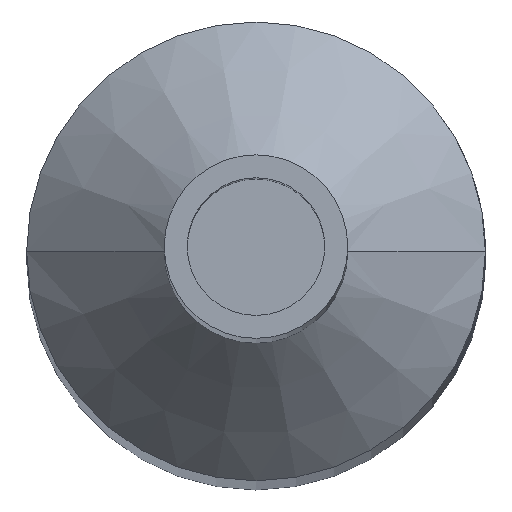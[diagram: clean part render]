
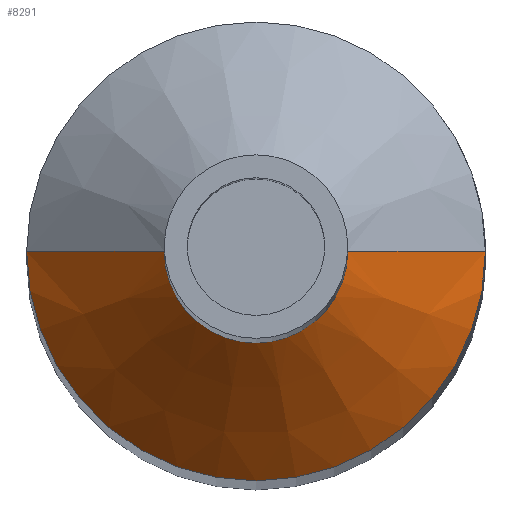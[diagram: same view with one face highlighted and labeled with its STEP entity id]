
A CAD part, top view. The second image highlights one B-rep face of the part: STEP entity #8291.
In plain terms, the highlighted conical face has half-angle 45 degrees and reference radius 2.5 mm.
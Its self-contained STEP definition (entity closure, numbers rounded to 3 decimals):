
#1090 = CIRCLE ( 'NONE', #6925, 2.5 ) ;
#1415 = EDGE_CURVE ( 'Defeature ausgef�hrt1_2+Defeature ausgef�hrt1_3+Defeature ausgef�hrt1_3+Defeature ausgef�hrt1_3', #13949, #5348, #1090, .T. ) ;
#2059 = LINE ( 'NONE', #3171, #2881 ) ;
#2881 = VECTOR ( 'NONE', #14208, 1000. ) ;
#3001 = EDGE_CURVE ( 'NONE', #6955, #13949, #2059, .T. ) ;
#3171 = CARTESIAN_POINT ( 'NONE',  ( -2.5, 0., -30.1 ) ) ;
#3678 = EDGE_CURVE ( 'NONE', #13055, #5348, #12246, .T. ) ;
#4083 = DIRECTION ( 'NONE',  ( 0., 0., 1. ) ) ;
#4176 = CARTESIAN_POINT ( 'NONE',  ( 0., 0., -30.1 ) ) ;
#4338 = ORIENTED_EDGE ( 'NONE', *, *, #13827, .F. ) ;
#4980 = VECTOR ( 'NONE', #12320, 1000. ) ;
#5120 = CARTESIAN_POINT ( 'NONE',  ( -1., 0., -28.6 ) ) ;
#5348 = VERTEX_POINT ( 'NONE', #6050 ) ;
#6050 = CARTESIAN_POINT ( 'NONE',  ( 2.5, 0., -30.1 ) ) ;
#6483 = CARTESIAN_POINT ( 'NONE',  ( 0., 0., -28.6 ) ) ;
#6594 = ORIENTED_EDGE ( 'NONE', *, *, #3678, .F. ) ;
#6700 = CARTESIAN_POINT ( 'NONE',  ( -2.5, 0., -30.1 ) ) ;
#6925 = AXIS2_PLACEMENT_3D ( 'NONE', #4176, #9739, #12007 ) ;
#6955 = VERTEX_POINT ( 'NONE', #5120 ) ;
#7563 = ORIENTED_EDGE ( 'NONE', *, *, #1415, .T. ) ;
#7875 = ORIENTED_EDGE ( 'NONE', *, *, #3001, .T. ) ;
#8022 = AXIS2_PLACEMENT_3D ( 'NONE', #11336, #11408, #12508 ) ;
#8291 = ADVANCED_FACE ( 'Defeature ausgef�hrt1_2', ( #9213 ), #11284, .T. ) ;
#8617 = DIRECTION ( 'NONE',  ( 1., 0., 0. ) ) ;
#9213 = FACE_OUTER_BOUND ( 'NONE', #14146, .T. ) ;
#9219 = AXIS2_PLACEMENT_3D ( 'NONE', #6483, #4083, #8617 ) ;
#9739 = DIRECTION ( 'NONE',  ( 0., 0., 1. ) ) ;
#9921 = CIRCLE ( 'NONE', #9219, 1. ) ;
#11147 = CARTESIAN_POINT ( 'NONE',  ( 2.5, 0., -30.1 ) ) ;
#11284 = CONICAL_SURFACE ( 'NONE', #8022, 2.5, 0.785 ) ;
#11336 = CARTESIAN_POINT ( 'NONE',  ( 0., 0., -30.1 ) ) ;
#11408 = DIRECTION ( 'NONE',  ( 0., 0., -1. ) ) ;
#12007 = DIRECTION ( 'NONE',  ( 1., 0., 0. ) ) ;
#12246 = LINE ( 'NONE', #11147, #4980 ) ;
#12320 = DIRECTION ( 'NONE',  ( 0.707, 0., -0.707 ) ) ;
#12508 = DIRECTION ( 'NONE',  ( -1., 0., 0. ) ) ;
#13055 = VERTEX_POINT ( 'NONE', #14435 ) ;
#13827 = EDGE_CURVE ( 'Defeature ausgef�hrt1_1+Defeature ausgef�hrt1_2+Defeature ausgef�hrt1_2+Defeature ausgef�hrt1_2', #6955, #13055, #9921, .T. ) ;
#13949 = VERTEX_POINT ( 'NONE', #6700 ) ;
#14146 = EDGE_LOOP ( 'NONE', ( #6594, #4338, #7875, #7563 ) ) ;
#14208 = DIRECTION ( 'NONE',  ( -0.707, 0., -0.707 ) ) ;
#14435 = CARTESIAN_POINT ( 'NONE',  ( 1., 0., -28.6 ) ) ;
